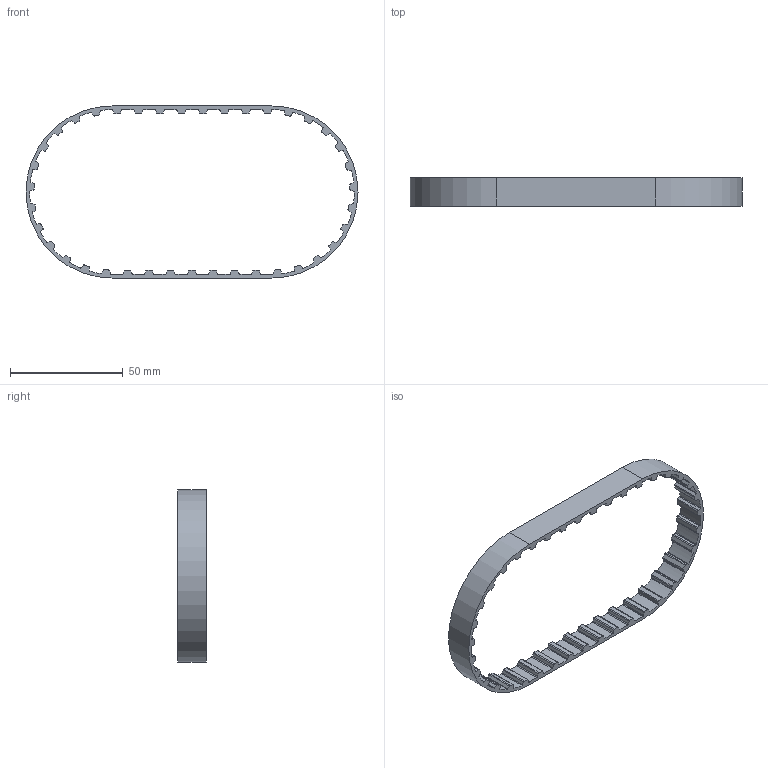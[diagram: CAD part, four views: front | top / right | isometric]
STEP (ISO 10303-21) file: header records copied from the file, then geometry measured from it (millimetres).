
FILE_DESCRIPTION (( 'STEP AP214' ), '1' );
FILE_NAME ('150L050NG.step', '2015-04-08T22:53:35', ( '' ), ( '' ), 'SwSTEP 2.0', 'SolidWorks 2014', '' );
FILE_SCHEMA (( 'AUTOMOTIVE_DESIGN' ));
Length unit declared in the file: inch
Products named in the file (1): 150L050NG
Bounding box: 147.01 x 12.7 x 76.2 mm (x, y, z)
Volume: 10995.6 mm3; surface area: 12412.4 mm2
Topology: 1 solids, 1 shells, 334 faces, 996 edges, 664 vertices
Faces by surface type: cylinder 198, plane 136
Entity records: 11420 total; most frequent: DIRECTION 2062, CARTESIAN_POINT 1995, ORIENTED_EDGE 1992, EDGE_CURVE 996, AXIS2_PLACEMENT_3D 731, VERTEX_POINT 664, VECTOR 600, LINE 600
